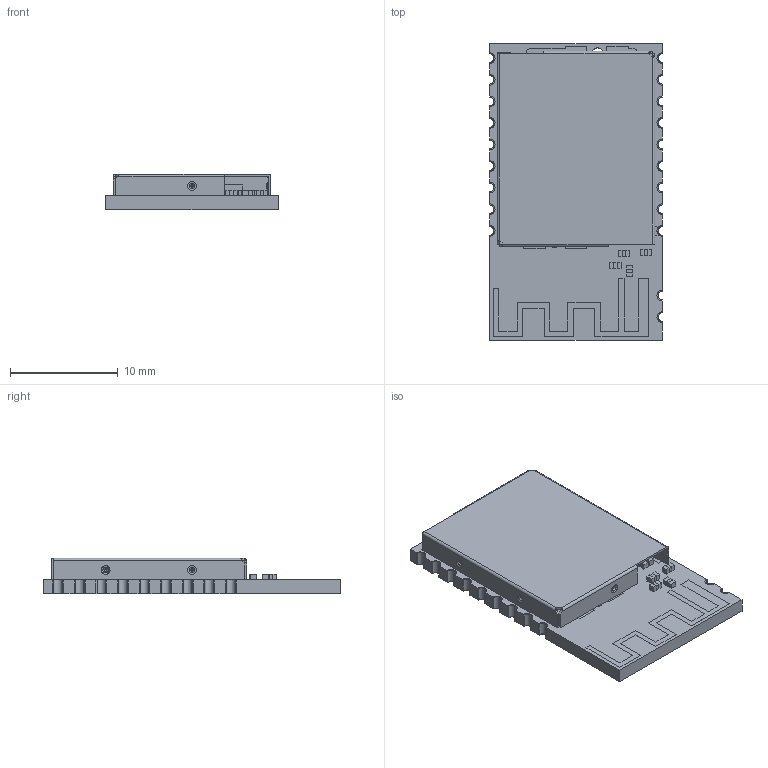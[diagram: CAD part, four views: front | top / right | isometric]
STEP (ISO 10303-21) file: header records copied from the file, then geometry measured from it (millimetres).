
FILE_DESCRIPTION(/* description */ ('Unknown'),/* implementation_level */ '2;1');
FILE_NAME(/* name */ '2604021024000',/* time_stamp */ '2020-02-03T09:17:41+01:00',/* author */ ('Unknown'),/* organization */ ('Unknown'),/* preprocessor_version */ 'ST-DEVELOPER v16.7',/* originating_system */ 'DEX',/* authorisation */ $);
FILE_SCHEMA (('AUTOMOTIVE_DESIGN {1 0 10303 214 3 1 1}'));
Length unit declared in the file: millimetre
Products named in the file (10): 2604021024000; Platine; solder_pin; part_small_1; solder_pin_small; pads; part_big; part_middle; AMB005C; part_small_2
Assembly tree (62 placements, depth 2):
  2604021024000
    Platine
    solder_pin  x19
    part_small_1  x36
    solder_pin_small
    pads
    part_big
    part_middle
    AMB005C
    part_small_2
Bounding box: 16 x 27.5 x 3.3 mm (x, y, z)
Volume: 725.4 mm3; surface area: 2264.5 mm2
Topology: 68 solids, 68 shells, 1097 faces, 2714 edges, 1772 vertices
Faces by surface type: plane 976, cylinder 81, torus 24, cone 12, bspline 4
Full cylindrical faces by diameter (mm): 1 x4
Entity records: 14460 total; most frequent: CARTESIAN_POINT 2280, DIRECTION 2102, ORIENTED_EDGE 2012, EDGE_CURVE 1006, LINE 866, VECTOR 866, VERTEX_POINT 668, AXIS2_PLACEMENT_3D 618
